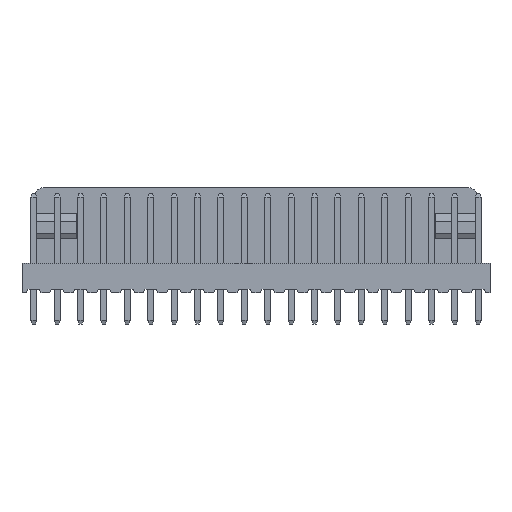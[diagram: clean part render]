
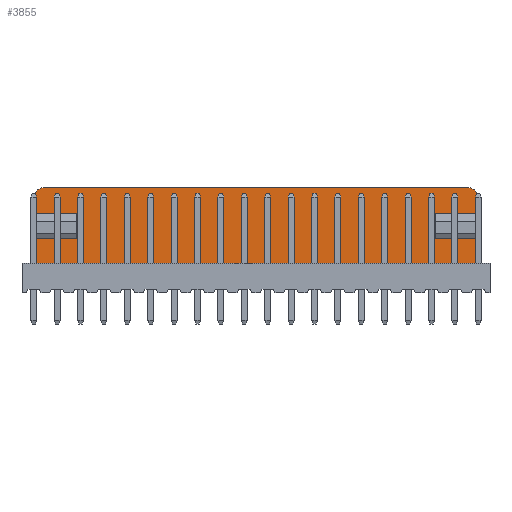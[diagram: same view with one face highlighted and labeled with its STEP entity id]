
A CAD part, top view. The second image highlights one B-rep face of the part: STEP entity #3855.
In plain terms, the highlighted planar face has unit normal (0, 0, 1).
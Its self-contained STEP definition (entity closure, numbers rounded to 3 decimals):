
#1328 = LINE ( 'NONE', #2453, #1331 ) ;
#1331 = VECTOR ( 'NONE', #2455, 1000. ) ;
#1338 = LINE ( 'NONE', #2463, #1341 ) ;
#1341 = VECTOR ( 'NONE', #2465, 1000. ) ;
#1344 = LINE ( 'NONE', #2464, #1361 ) ;
#1361 = VECTOR ( 'NONE', #2484, 1000. ) ;
#1370 = CIRCLE ( 'NONE', #11496, 1. ) ;
#1374 = LINE ( 'NONE', #2498, #1377 ) ;
#1376 = LINE ( 'NONE', #2500, #1379 ) ;
#1377 = VECTOR ( 'NONE', #2499, 1000. ) ;
#1379 = VECTOR ( 'NONE', #2502, 1000. ) ;
#1380 = LINE ( 'NONE', #2501, #1382 ) ;
#1381 = LINE ( 'NONE', #2508, #1384 ) ;
#1382 = VECTOR ( 'NONE', #2493, 1000. ) ;
#1383 = LINE ( 'NONE', #2510, #1386 ) ;
#1384 = VECTOR ( 'NONE', #2509, 1000. ) ;
#1385 = LINE ( 'NONE', #2512, #1388 ) ;
#1386 = VECTOR ( 'NONE', #2511, 1000. ) ;
#1387 = LINE ( 'NONE', #2514, #1390 ) ;
#1388 = VECTOR ( 'NONE', #2513, 1000. ) ;
#1389 = LINE ( 'NONE', #2516, #1392 ) ;
#1390 = VECTOR ( 'NONE', #2515, 1000. ) ;
#1391 = LINE ( 'NONE', #2518, #1394 ) ;
#1392 = VECTOR ( 'NONE', #2517, 1000. ) ;
#1393 = CIRCLE ( 'NONE', #11497, 1. ) ;
#1394 = VECTOR ( 'NONE', #2519, 1000. ) ;
#2453 = CARTESIAN_POINT ( 'NONE',  ( -14.157, 48.254, -4.64 ) ) ;
#2455 = DIRECTION ( 'NONE',  ( 1., 0., 0. ) ) ;
#2463 = CARTESIAN_POINT ( 'NONE',  ( -14.157, 50.926, -4.64 ) ) ;
#2464 = CARTESIAN_POINT ( 'NONE',  ( -14.157, 48.254, -4.64 ) ) ;
#2465 = DIRECTION ( 'NONE',  ( 1., 0., 0. ) ) ;
#2484 = DIRECTION ( 'NONE',  ( 1., 0., 0. ) ) ;
#2493 = DIRECTION ( 'NONE',  ( 0., 1., 0. ) ) ;
#2498 = CARTESIAN_POINT ( 'NONE',  ( -14.157, 50.926, -4.64 ) ) ;
#2499 = DIRECTION ( 'NONE',  ( 1., 0., 0. ) ) ;
#2500 = CARTESIAN_POINT ( 'NONE',  ( -14.157, 53.751, -4.64 ) ) ;
#2501 = CARTESIAN_POINT ( 'NONE',  ( -12.857, 53.751, -4.64 ) ) ;
#2502 = DIRECTION ( 'NONE',  ( 1., 0., 0. ) ) ;
#2505 = CARTESIAN_POINT ( 'NONE',  ( -11.857, 52.751, -4.64 ) ) ;
#2506 = DIRECTION ( 'NONE',  ( 0., 0., 1. ) ) ;
#2507 = DIRECTION ( 'NONE',  ( 1., 0., 0. ) ) ;
#2508 = CARTESIAN_POINT ( 'NONE',  ( -8.257, 6.542, -4.64 ) ) ;
#2509 = DIRECTION ( 'NONE',  ( 0., 1., 0. ) ) ;
#2510 = CARTESIAN_POINT ( 'NONE',  ( -12.857, 48.254, -4.64 ) ) ;
#2511 = DIRECTION ( 'NONE',  ( 0., 1., 0. ) ) ;
#2512 = CARTESIAN_POINT ( 'NONE',  ( -14.157, 45.547, -4.64 ) ) ;
#2513 = DIRECTION ( 'NONE',  ( 1., 0., 0. ) ) ;
#2514 = CARTESIAN_POINT ( 'NONE',  ( 35.343, 48.254, -4.64 ) ) ;
#2515 = DIRECTION ( 'NONE',  ( 0., -1., 0. ) ) ;
#2516 = CARTESIAN_POINT ( 'NONE',  ( 30.743, 6.542, -4.64 ) ) ;
#2517 = DIRECTION ( 'NONE',  ( 0., 1., 0. ) ) ;
#2518 = CARTESIAN_POINT ( 'NONE',  ( 35.343, 53.751, -4.64 ) ) ;
#2519 = DIRECTION ( 'NONE',  ( 0., -1., 0. ) ) ;
#2522 = CARTESIAN_POINT ( 'NONE',  ( 34.343, 52.751, -4.64 ) ) ;
#2523 = DIRECTION ( 'NONE',  ( 0., 0., 1. ) ) ;
#2524 = DIRECTION ( 'NONE',  ( 1., 0., 0. ) ) ;
#3855 = ADVANCED_FACE ( 'NONE', ( #10199 ), #9445, .T. ) ;
#5620 = EDGE_LOOP ( 'NONE', ( #6742, #6757, #6758, #6759, #6752, #6753, #6754, #6755, #6748, #6743, #6694, #6736, #6737, #6738 ) ) ;
#6694 = ORIENTED_EDGE ( 'NONE', *, *, #8335, .T. ) ;
#6736 = ORIENTED_EDGE ( 'NONE', *, *, #8327, .T. ) ;
#6737 = ORIENTED_EDGE ( 'NONE', *, *, #8336, .F. ) ;
#6738 = ORIENTED_EDGE ( 'NONE', *, *, #8337, .T. ) ;
#6742 = ORIENTED_EDGE ( 'NONE', *, *, #8328, .F. ) ;
#6743 = ORIENTED_EDGE ( 'NONE', *, *, #8319, .F. ) ;
#6748 = ORIENTED_EDGE ( 'NONE', *, *, #8334, .F. ) ;
#6752 = ORIENTED_EDGE ( 'NONE', *, *, #8331, .F. ) ;
#6753 = ORIENTED_EDGE ( 'NONE', *, *, #8304, .F. ) ;
#6754 = ORIENTED_EDGE ( 'NONE', *, *, #8332, .F. ) ;
#6755 = ORIENTED_EDGE ( 'NONE', *, *, #8333, .T. ) ;
#6757 = ORIENTED_EDGE ( 'NONE', *, *, #8329, .T. ) ;
#6758 = ORIENTED_EDGE ( 'NONE', *, *, #8330, .F. ) ;
#6759 = ORIENTED_EDGE ( 'NONE', *, *, #8309, .T. ) ;
#7101 = VERTEX_POINT ( 'NONE', #12510 ) ;
#7102 = VERTEX_POINT ( 'NONE', #12517 ) ;
#7115 = VERTEX_POINT ( 'NONE', #12529 ) ;
#7166 = VERTEX_POINT ( 'NONE', #12580 ) ;
#7184 = VERTEX_POINT ( 'NONE', #12596 ) ;
#7187 = VERTEX_POINT ( 'NONE', #12599 ) ;
#7206 = VERTEX_POINT ( 'NONE', #12618 ) ;
#7213 = VERTEX_POINT ( 'NONE', #12625 ) ;
#7328 = VERTEX_POINT ( 'NONE', #12739 ) ;
#7330 = VERTEX_POINT ( 'NONE', #12741 ) ;
#7349 = VERTEX_POINT ( 'NONE', #12760 ) ;
#7352 = VERTEX_POINT ( 'NONE', #12763 ) ;
#7361 = VERTEX_POINT ( 'NONE', #12772 ) ;
#7381 = VERTEX_POINT ( 'NONE', #12792 ) ;
#8304 = EDGE_CURVE ( 'NONE', #7187, #7328, #1328, .T. ) ;
#8309 = EDGE_CURVE ( 'NONE', #7206, #7213, #1338, .T. ) ;
#8319 = EDGE_CURVE ( 'NONE', #7381, #7101, #1344, .T. ) ;
#8327 = EDGE_CURVE ( 'NONE', #7102, #7184, #1374, .T. ) ;
#8328 = EDGE_CURVE ( 'NONE', #7330, #7115, #1376, .T. ) ;
#8329 = EDGE_CURVE ( 'NONE', #7330, #7352, #1370, .T. ) ;
#8330 = EDGE_CURVE ( 'NONE', #7206, #7352, #1380, .T. ) ;
#8331 = EDGE_CURVE ( 'NONE', #7328, #7213, #1381, .T. ) ;
#8332 = EDGE_CURVE ( 'NONE', #7361, #7187, #1383, .T. ) ;
#8333 = EDGE_CURVE ( 'NONE', #7361, #7349, #1385, .T. ) ;
#8334 = EDGE_CURVE ( 'NONE', #7101, #7349, #1387, .T. ) ;
#8335 = EDGE_CURVE ( 'NONE', #7381, #7102, #1389, .T. ) ;
#8336 = EDGE_CURVE ( 'NONE', #7166, #7184, #1391, .T. ) ;
#8337 = EDGE_CURVE ( 'NONE', #7166, #7115, #1393, .T. ) ;
#8896 = AXIS2_PLACEMENT_3D ( 'NONE', #9446, #9451, #9452 ) ;
#9445 = PLANE ( 'NONE',  #8896 ) ;
#9446 = CARTESIAN_POINT ( 'NONE',  ( -14.157, 53.751, -4.64 ) ) ;
#9451 = DIRECTION ( 'NONE',  ( 0., 0., 1. ) ) ;
#9452 = DIRECTION ( 'NONE',  ( 1., 0., 0. ) ) ;
#10199 = FACE_OUTER_BOUND ( 'NONE', #5620, .T. ) ;
#11496 = AXIS2_PLACEMENT_3D ( 'NONE', #2505, #2506, #2507 ) ;
#11497 = AXIS2_PLACEMENT_3D ( 'NONE', #2522, #2523, #2524 ) ;
#12510 = CARTESIAN_POINT ( 'NONE',  ( 35.343, 48.254, -4.64 ) ) ;
#12517 = CARTESIAN_POINT ( 'NONE',  ( 30.743, 50.926, -4.64 ) ) ;
#12529 = CARTESIAN_POINT ( 'NONE',  ( 34.343, 53.751, -4.64 ) ) ;
#12580 = CARTESIAN_POINT ( 'NONE',  ( 35.343, 52.751, -4.64 ) ) ;
#12596 = CARTESIAN_POINT ( 'NONE',  ( 35.343, 50.926, -4.64 ) ) ;
#12599 = CARTESIAN_POINT ( 'NONE',  ( -12.857, 48.254, -4.64 ) ) ;
#12618 = CARTESIAN_POINT ( 'NONE',  ( -12.857, 50.926, -4.64 ) ) ;
#12625 = CARTESIAN_POINT ( 'NONE',  ( -8.257, 50.926, -4.64 ) ) ;
#12739 = CARTESIAN_POINT ( 'NONE',  ( -8.257, 48.254, -4.64 ) ) ;
#12741 = CARTESIAN_POINT ( 'NONE',  ( -11.857, 53.751, -4.64 ) ) ;
#12760 = CARTESIAN_POINT ( 'NONE',  ( 35.343, 45.547, -4.64 ) ) ;
#12763 = CARTESIAN_POINT ( 'NONE',  ( -12.857, 52.751, -4.64 ) ) ;
#12772 = CARTESIAN_POINT ( 'NONE',  ( -12.857, 45.547, -4.64 ) ) ;
#12792 = CARTESIAN_POINT ( 'NONE',  ( 30.743, 48.254, -4.64 ) ) ;
